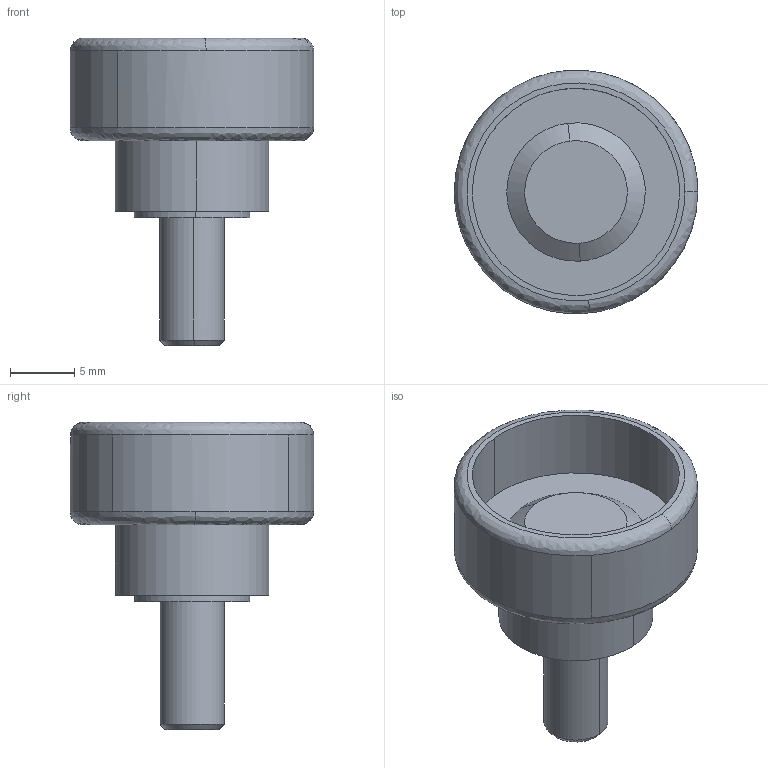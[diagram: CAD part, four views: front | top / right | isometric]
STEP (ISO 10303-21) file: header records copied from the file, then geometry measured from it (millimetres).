
FILE_DESCRIPTION((''),'2;1');
FILE_NAME('','2005-07-15T10:33:02',(''),(''),'','CADfix','');
FILE_SCHEMA(('AUTOMOTIVE_DESIGN'));
Length unit declared in the file: millimetre
Products named in the file (3): screw; knob; KIMS_19_M5_10_3911_36
Assembly tree (2 placements, depth 2):
  KIMS_19_M5_10_3911_36
    screw
    knob
Bounding box: 19 x 18.99 x 24 mm (x, y, z)
Volume: 2044.3 mm3; surface area: 2052.5 mm2
Topology: 2 solids, 2 shells, 32 faces, 102 edges, 80 vertices
Faces by surface type: bspline 32
Entity records: 1389 total; most frequent: CARTESIAN_POINT 789, ORIENTED_EDGE 204, EDGE_CURVE 102, VERTEX_POINT 80, EDGE_LOOP 38, FACE_OUTER_BOUND 32, ADVANCED_FACE 32, QUASI_UNIFORM_CURVE 18
